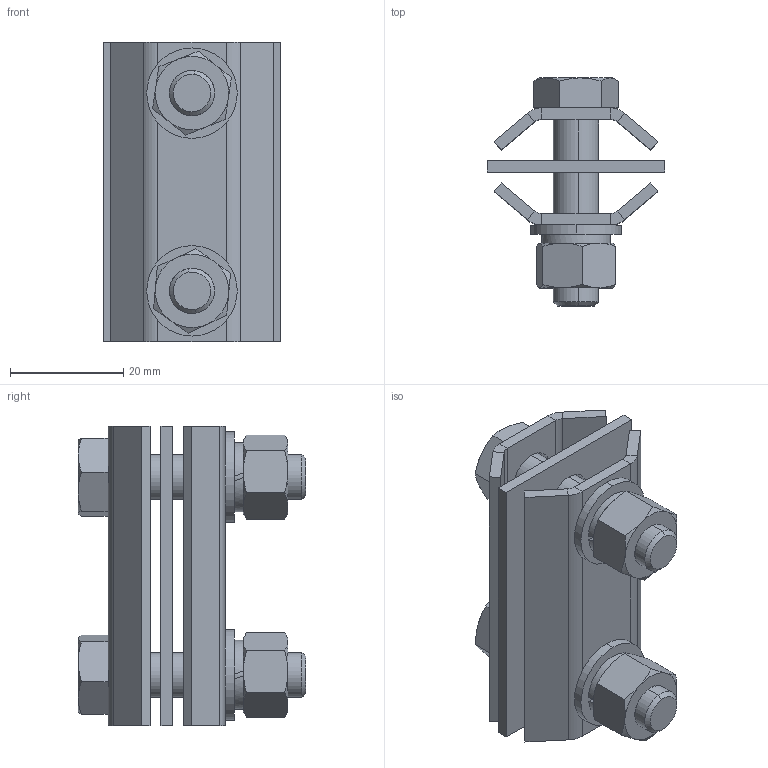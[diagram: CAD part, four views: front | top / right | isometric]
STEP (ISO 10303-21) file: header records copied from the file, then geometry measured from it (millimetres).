
FILE_DESCRIPTION (( 'STEP AP203' ), '1' );
FILE_NAME ('0203 Ñêâîçíîå (äûðî÷íîå) ñîåäèíåíèå, äâîéíîå.STEP', '2024-03-25T09:20:02', ( '' ), ( '' ), 'SwSTEP 2.0', 'SolidWorks 2022', '' );
FILE_SCHEMA (( 'CONFIG_CONTROL_DESIGN' ));
Length unit declared in the file: millimetre
Products named in the file (7): hex nut gradec_iso_ISO - 4034 - M8 - N; ГОСТ 6402-70_Шайба 8Л ГОСТ 6402-70; 0202.001 Пластина; plain washer grade a_din_Washer DIN 125 - A 8.4; 0203 Сквозное (дырочное) соединение, двойное; hex bolt gradeb_iso_ISO 4015 - M8 x 35 x 22-N; 0202.002 Пластина
Assembly tree (11 placements, depth 2):
  0203 Сквозное (дырочное) соединение, двойное
    0202.001 Пластина  x2
    0202.002 Пластина
    hex bolt gradeb_iso_ISO 4015 - M8 x 35 x 22-N  x2
    hex nut gradec_iso_ISO - 4034 - M8 - N  x2
    ГОСТ 6402-70_Шайба 8Л ГОСТ 6402-70  x2
    plain washer grade a_din_Washer DIN 125 - A 8.4  x2
Bounding box: 31.5 x 40.3 x 53 mm (x, y, z)
Volume: 16725.8 mm3; surface area: 16159.7 mm2
Topology: 11 solids, 11 shells, 184 faces, 396 edges, 236 vertices
Faces by surface type: plane 88, cylinder 48, cone 48
Entity records: 3659 total; most frequent: CARTESIAN_POINT 663, DIRECTION 466, ORIENTED_EDGE 420, EDGE_CURVE 210, AXIS2_PLACEMENT_3D 185, VERTEX_POINT 126, EDGE_LOOP 110, FACE_OUTER_BOUND 97
